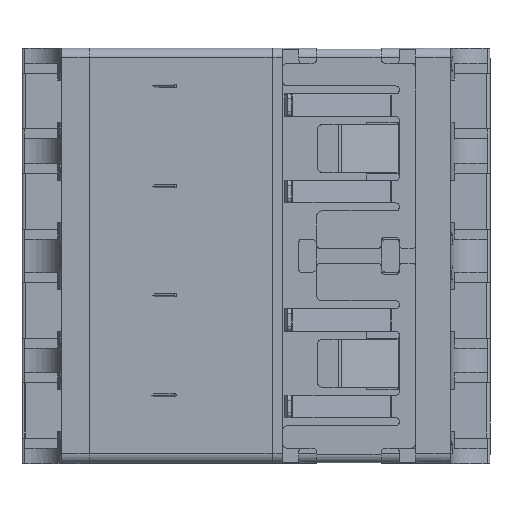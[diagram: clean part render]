
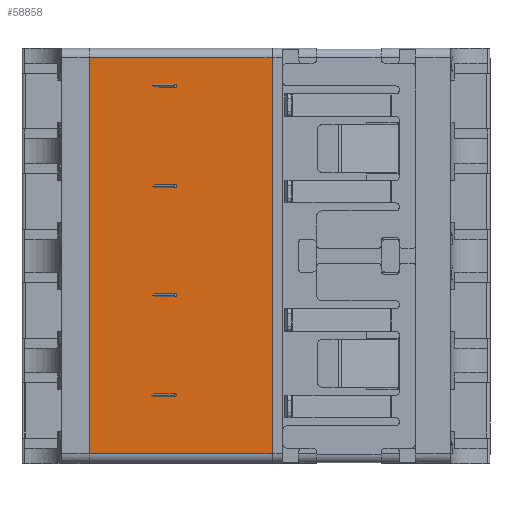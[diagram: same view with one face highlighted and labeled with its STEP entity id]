
A CAD part, top view. The second image highlights one B-rep face of the part: STEP entity #58858.
In plain terms, the highlighted face is planar.
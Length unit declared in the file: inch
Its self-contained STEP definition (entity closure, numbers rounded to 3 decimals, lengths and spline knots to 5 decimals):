
#1066 = DIRECTION ( 'NONE',  ( 1., 0., 0. ) ) ;
#3389 = LINE ( 'NONE', #43214, #65248 ) ;
#5064 = EDGE_CURVE ( 'NONE', #48700, #52872, #30701, .T. ) ;
#5398 = LINE ( 'NONE', #15350, #55552 ) ;
#5992 = VECTOR ( 'NONE', #1066, 39.37008 ) ;
#6081 = ORIENTED_EDGE ( 'NONE', *, *, #5064, .T. ) ;
#11070 = AXIS2_PLACEMENT_3D ( 'NONE', #45697, #16147, #41691 ) ;
#11113 = CARTESIAN_POINT ( 'NONE',  ( 0.20079, -0.25689, 0.00591 ) ) ;
#12004 = LINE ( 'NONE', #17310, #5992 ) ;
#12043 = EDGE_CURVE ( 'NONE', #37225, #48700, #12004, .T. ) ;
#12345 = CARTESIAN_POINT ( 'NONE',  ( -0.24803, -0.74311, 0.00591 ) ) ;
#12388 = CARTESIAN_POINT ( 'NONE',  ( -0.24803, 0.22933, 0.00591 ) ) ;
#12610 = VERTEX_POINT ( 'NONE', #12345 ) ;
#15350 = CARTESIAN_POINT ( 'NONE',  ( -0.02362, -0.74311, 0.00591 ) ) ;
#16147 = DIRECTION ( 'NONE',  ( 0., 0., -1. ) ) ;
#17310 = CARTESIAN_POINT ( 'NONE',  ( -0.02362, 0.22933, 0.00591 ) ) ;
#26277 = VECTOR ( 'NONE', #62197, 39.37008 ) ;
#28296 = DIRECTION ( 'NONE',  ( 0., 1., 0. ) ) ;
#28540 = EDGE_CURVE ( 'NONE', #12610, #37225, #3389, .T. ) ;
#30701 = LINE ( 'NONE', #11113, #26277 ) ;
#34671 = ORIENTED_EDGE ( 'NONE', *, *, #28540, .T. ) ;
#37225 = VERTEX_POINT ( 'NONE', #12388 ) ;
#38779 = CARTESIAN_POINT ( 'NONE',  ( 0.20079, -0.74311, 0.00591 ) ) ;
#39086 = ORIENTED_EDGE ( 'NONE', *, *, #58912, .T. ) ;
#40389 = CARTESIAN_POINT ( 'NONE',  ( 0.20079, 0.22933, 0.00591 ) ) ;
#41691 = DIRECTION ( 'NONE',  ( -1., 0., 0. ) ) ;
#43214 = CARTESIAN_POINT ( 'NONE',  ( -0.24803, -0.25689, 0.00591 ) ) ;
#45697 = CARTESIAN_POINT ( 'NONE',  ( 0.20079, -0.74311, 0.00591 ) ) ;
#48700 = VERTEX_POINT ( 'NONE', #40389 ) ;
#50841 = DIRECTION ( 'NONE',  ( -1., 0., 0. ) ) ;
#50985 = FACE_OUTER_BOUND ( 'NONE', #57711, .T. ) ;
#51183 = ORIENTED_EDGE ( 'NONE', *, *, #12043, .T. ) ;
#52872 = VERTEX_POINT ( 'NONE', #38779 ) ;
#55552 = VECTOR ( 'NONE', #50841, 39.37008 ) ;
#56268 = PLANE ( 'NONE',  #11070 ) ;
#57711 = EDGE_LOOP ( 'NONE', ( #6081, #39086, #34671, #51183 ) ) ;
#58858 = ADVANCED_FACE ( 'NONE', ( #50985 ), #56268, .T. ) ;
#58912 = EDGE_CURVE ( 'NONE', #52872, #12610, #5398, .T. ) ;
#62197 = DIRECTION ( 'NONE',  ( 0., -1., 0. ) ) ;
#65248 = VECTOR ( 'NONE', #28296, 39.37008 ) ;
